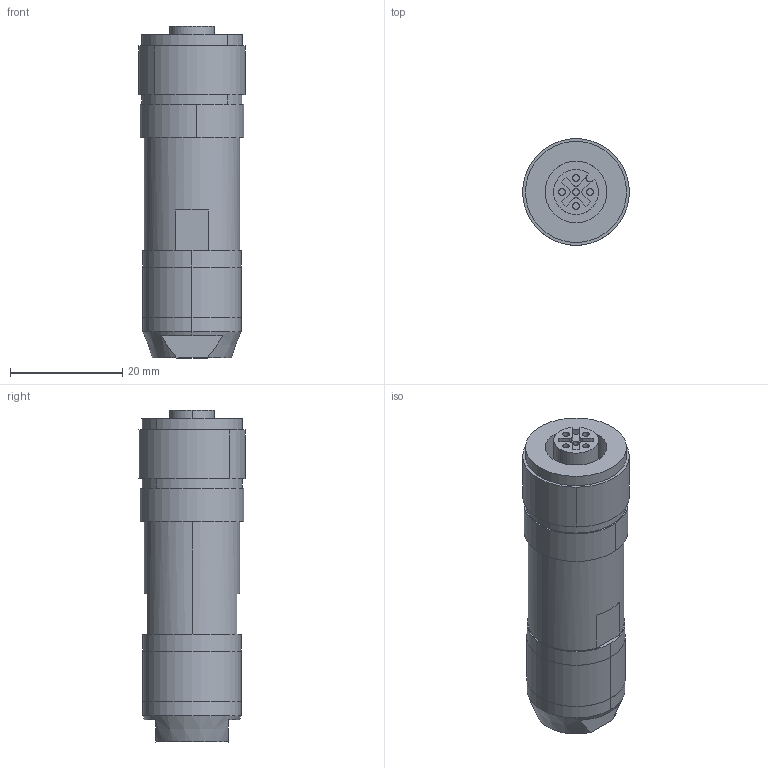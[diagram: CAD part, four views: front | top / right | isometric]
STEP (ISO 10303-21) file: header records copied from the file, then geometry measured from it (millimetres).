
FILE_DESCRIPTION(('STEP AP242'),'1');
FILE_NAME('connector_xzcc12fdb50r.stp','2021-02-26T08:58:14',('TraceParts'),('TraceParts S.A.'),'Spatial InterOp 3D',' ',' ');
FILE_SCHEMA(('AP242_MANAGED_MODEL_BASED_3D_ENGINEERING_MIM_LF {1 0 10303 442 1 1 4}'));
Length unit declared in the file: millimetre
Products named in the file (1): connector_xzcc12fdb50r
Bounding box: 18.94 x 18.94 x 59.15 mm (x, y, z)
Volume: 10703.8 mm3; surface area: 6806.2 mm2
Topology: 1 solids, 1 shells, 483 faces, 1326 edges, 875 vertices
Faces by surface type: plane 330, cylinder 128, sphere 15, cone 10
Entity records: 20878 total; most frequent: CARTESIAN_POINT 4679, ORIENTED_EDGE 2632, DIRECTION 2524, EDGE_CURVE 1316, LINE 948, VECTOR 948, VERTEX_POINT 875, AXIS2_PLACEMENT_3D 788
